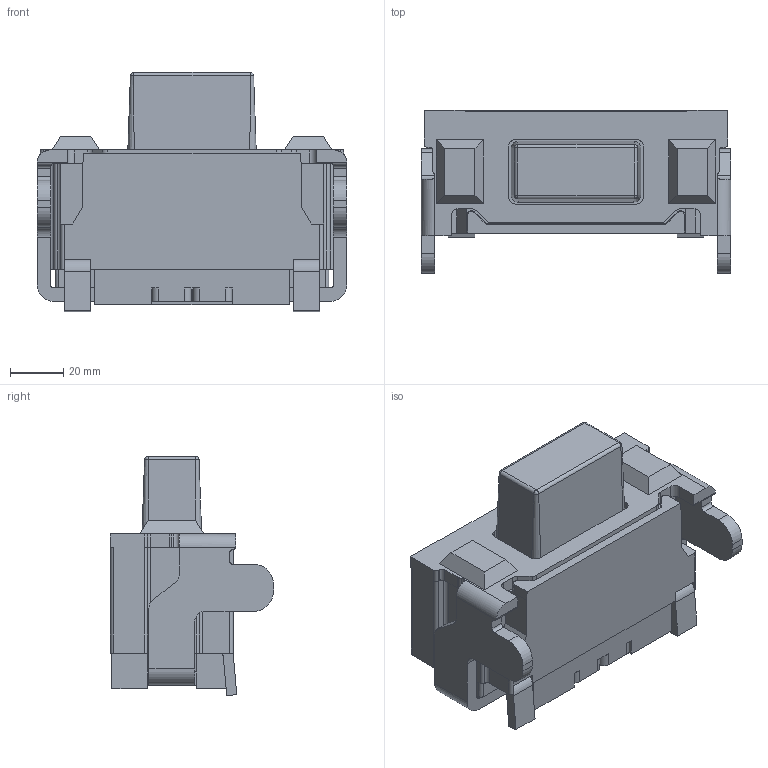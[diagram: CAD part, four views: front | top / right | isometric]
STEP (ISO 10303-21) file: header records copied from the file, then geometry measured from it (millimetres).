
FILE_DESCRIPTION(('FreeCAD Model'),'2;1');
FILE_NAME('1ts003a-3d_v3-fc.step','2020-09-02T17:17:13',('Author'),(''), 'Open CASCADE STEP processor 7.3','FreeCAD','Unknown');
FILE_SCHEMA(('AUTOMOTIVE_DESIGN { 1 0 10303 214 1 1 1 1 }'));
Length unit declared in the file: millimetre
Products named in the file (1): 1ts003a-3d_v3
Bounding box: 116.84 x 61.47 x 90.17 mm (x, y, z)
Volume: 305877.7 mm3; surface area: 47670.4 mm2
Topology: 1 solids, 5 shells, 305 faces, 848 edges, 554 vertices
Faces by surface type: plane 199, cylinder 88, bspline 16, cone 2
Entity records: 24497 total; most frequent: CARTESIAN_POINT 5608, DIRECTION 3088, LINE 2028, VECTOR 2028, ORIENTED_EDGE 1696, PCURVE 1696, DEFINITIONAL_REPRESENTATION 1696, EDGE_CURVE 848
